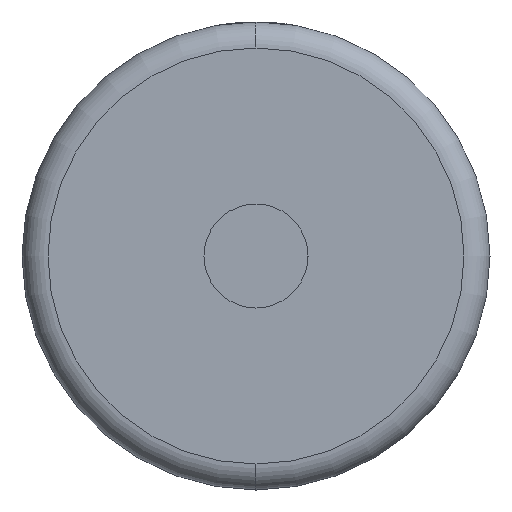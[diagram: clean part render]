
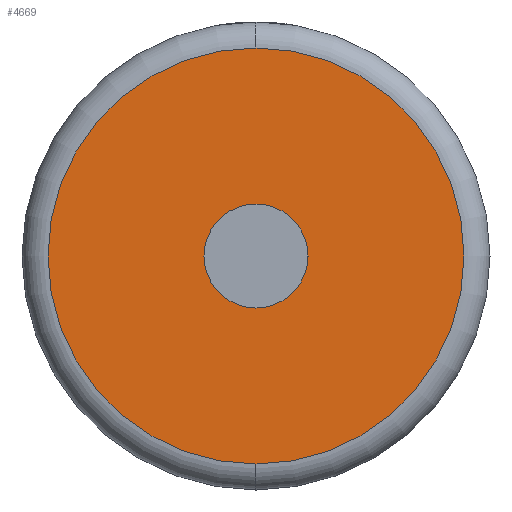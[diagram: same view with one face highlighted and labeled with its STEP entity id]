
A CAD part, left-side view. The second image highlights one B-rep face of the part: STEP entity #4669.
In plain terms, the highlighted planar face has unit normal (-1, 0, 0).
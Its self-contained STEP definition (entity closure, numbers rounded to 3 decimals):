
#40 = ORIENTED_EDGE ( 'NONE', *, *, #54, .F. ) ;
#54 = EDGE_CURVE ( 'NONE', #124, #6265, #2988, .T. ) ;
#90 = DIRECTION ( 'NONE',  ( -1., 0., 0. ) ) ;
#124 = VERTEX_POINT ( 'NONE', #658 ) ;
#243 = AXIS2_PLACEMENT_3D ( 'NONE', #3534, #5607, #3045 ) ;
#335 = VERTEX_POINT ( 'NONE', #1429 ) ;
#364 = DIRECTION ( 'NONE',  ( 0., 0., -1. ) ) ;
#658 = CARTESIAN_POINT ( 'NONE',  ( 0., 0., 4. ) ) ;
#1015 = CARTESIAN_POINT ( 'NONE',  ( 0., 0., 0. ) ) ;
#1400 = CARTESIAN_POINT ( 'NONE',  ( 0., 0., 0. ) ) ;
#1429 = CARTESIAN_POINT ( 'NONE',  ( 0., 0., -16. ) ) ;
#1470 = CIRCLE ( 'NONE', #6359, 4. ) ;
#1847 = DIRECTION ( 'NONE',  ( 1., 0., 0. ) ) ;
#1949 = EDGE_CURVE ( 'NONE', #335, #3636, #4717, .T. ) ;
#2047 = EDGE_LOOP ( 'NONE', ( #4844, #40 ) ) ;
#2074 = DIRECTION ( 'NONE',  ( -1., 0., 0. ) ) ;
#2393 = ORIENTED_EDGE ( 'NONE', *, *, #5296, .T. ) ;
#2986 = DIRECTION ( 'NONE',  ( -1., 0., 0. ) ) ;
#2988 = CIRCLE ( 'NONE', #243, 4. ) ;
#3045 = DIRECTION ( 'NONE',  ( 0., 0., -1. ) ) ;
#3053 = CIRCLE ( 'NONE', #6055, 16. ) ;
#3098 = CARTESIAN_POINT ( 'NONE',  ( 0., 0., 0. ) ) ;
#3241 = CARTESIAN_POINT ( 'NONE',  ( 0., 0., -4. ) ) ;
#3534 = CARTESIAN_POINT ( 'NONE',  ( 0., 0., 0. ) ) ;
#3636 = VERTEX_POINT ( 'NONE', #4837 ) ;
#4049 = DIRECTION ( 'NONE',  ( 0., 0., -1. ) ) ;
#4195 = FACE_BOUND ( 'NONE', #2047, .T. ) ;
#4345 = FACE_OUTER_BOUND ( 'NONE', #6476, .T. ) ;
#4431 = ORIENTED_EDGE ( 'NONE', *, *, #1949, .T. ) ;
#4503 = AXIS2_PLACEMENT_3D ( 'NONE', #1400, #1847, #364 ) ;
#4562 = CARTESIAN_POINT ( 'NONE',  ( 0., 0., 0. ) ) ;
#4669 = ADVANCED_FACE ( 'NONE', ( #4345, #4195 ), #5854, .F. ) ;
#4717 = CIRCLE ( 'NONE', #6201, 16. ) ;
#4837 = CARTESIAN_POINT ( 'NONE',  ( 0., 0., 16. ) ) ;
#4844 = ORIENTED_EDGE ( 'NONE', *, *, #4908, .F. ) ;
#4908 = EDGE_CURVE ( 'NONE', #6265, #124, #1470, .T. ) ;
#5142 = DIRECTION ( 'NONE',  ( 0., 0., -1. ) ) ;
#5296 = EDGE_CURVE ( 'NONE', #3636, #335, #3053, .T. ) ;
#5607 = DIRECTION ( 'NONE',  ( -1., 0., 0. ) ) ;
#5854 = PLANE ( 'NONE',  #4503 ) ;
#6055 = AXIS2_PLACEMENT_3D ( 'NONE', #1015, #2074, #4049 ) ;
#6201 = AXIS2_PLACEMENT_3D ( 'NONE', #4562, #2986, #5142 ) ;
#6265 = VERTEX_POINT ( 'NONE', #3241 ) ;
#6359 = AXIS2_PLACEMENT_3D ( 'NONE', #3098, #90, #6380 ) ;
#6380 = DIRECTION ( 'NONE',  ( 0., 0., -1. ) ) ;
#6476 = EDGE_LOOP ( 'NONE', ( #4431, #2393 ) ) ;
